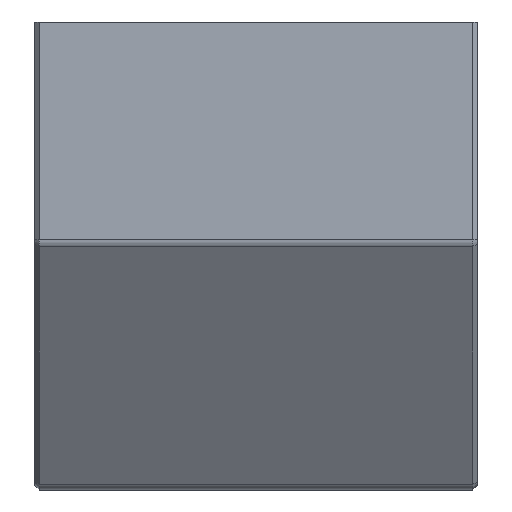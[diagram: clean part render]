
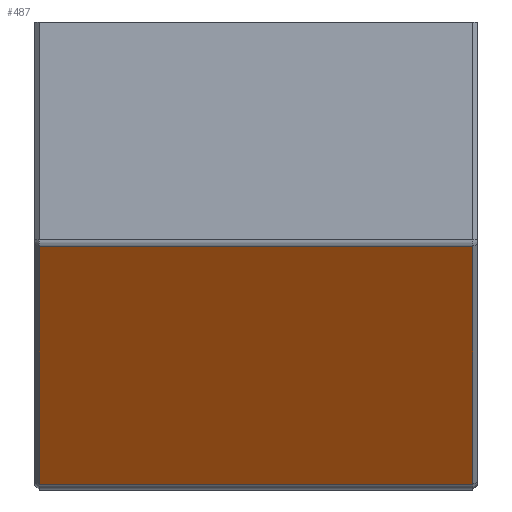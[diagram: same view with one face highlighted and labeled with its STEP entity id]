
A CAD part, top view. The second image highlights one B-rep face of the part: STEP entity #487.
In plain terms, the highlighted planar face has unit normal (0, -0.562, 0.827).
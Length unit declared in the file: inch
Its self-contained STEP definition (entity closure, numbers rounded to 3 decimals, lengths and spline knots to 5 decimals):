
#76=FACE_OUTER_BOUND('',#111,.T.);
#111=EDGE_LOOP('',(#406,#407,#408,#409));
#148=LINE('',#741,#193);
#164=LINE('',#780,#209);
#173=LINE('',#804,#218);
#174=LINE('',#806,#219);
#193=VECTOR('',#587,0.58372);
#209=VECTOR('',#625,0.58372);
#218=VECTOR('',#654,0.88);
#219=VECTOR('',#657,0.88);
#234=VERTEX_POINT('',#732);
#236=VERTEX_POINT('',#739);
#246=VERTEX_POINT('',#771);
#248=VERTEX_POINT('',#778);
#279=EDGE_CURVE('',#236,#234,#148,.T.);
#299=EDGE_CURVE('',#248,#246,#164,.T.);
#311=EDGE_CURVE('',#246,#236,#173,.T.);
#312=EDGE_CURVE('',#234,#248,#174,.T.);
#406=ORIENTED_EDGE('',*,*,#279,.F.);
#407=ORIENTED_EDGE('',*,*,#311,.F.);
#408=ORIENTED_EDGE('',*,*,#299,.F.);
#409=ORIENTED_EDGE('',*,*,#312,.F.);
#463=PLANE('',#532);
#487=ADVANCED_FACE('',(#76),#463,.F.);
#532=AXIS2_PLACEMENT_3D('',#805,#655,#656);
#587=DIRECTION('',(0.,0.827,0.562));
#625=DIRECTION('',(0.,-0.827,-0.562));
#654=DIRECTION('',(-1.,0.,0.));
#655=DIRECTION('center_axis',(0.,0.562,-0.827));
#656=DIRECTION('ref_axis',(0.,-0.827,-0.562));
#657=DIRECTION('',(1.,0.,0.));
#732=CARTESIAN_POINT('',(-0.44,0.01864,0.49567));
#739=CARTESIAN_POINT('',(-0.44,-0.46406,0.16744));
#741=CARTESIAN_POINT('',(-0.44,0.06261,0.52557));
#771=CARTESIAN_POINT('',(0.44,-0.46406,0.16744));
#778=CARTESIAN_POINT('',(0.44,0.01864,0.49567));
#780=CARTESIAN_POINT('',(0.44,-0.2622,0.3047));
#804=CARTESIAN_POINT('',(0.,-0.46406,0.16744));
#805=CARTESIAN_POINT('Origin',(0.45,0.025,0.5));
#806=CARTESIAN_POINT('',(0.225,0.01864,0.49567));
